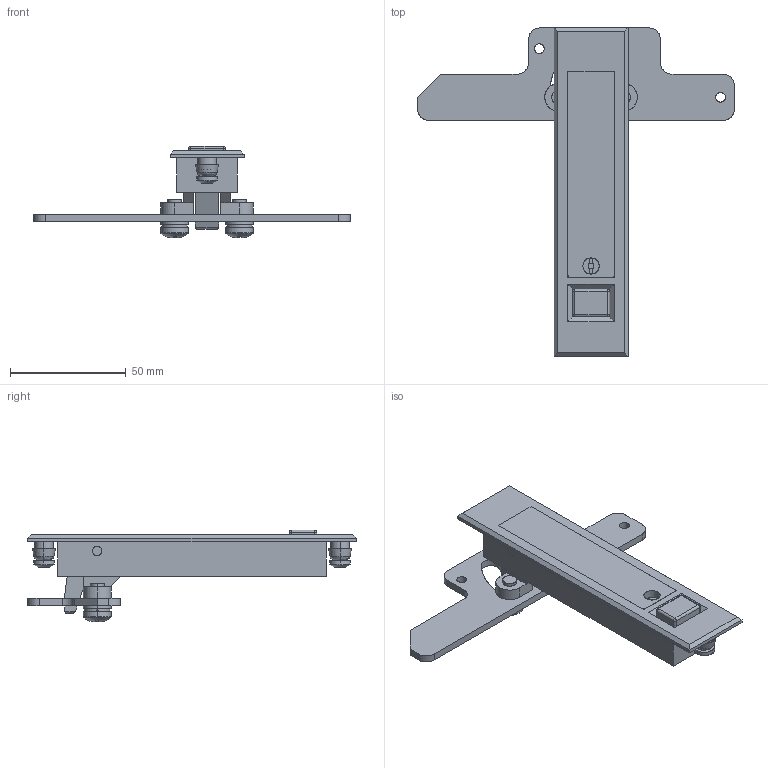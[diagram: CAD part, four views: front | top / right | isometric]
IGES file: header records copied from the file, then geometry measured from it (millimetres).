
Start section: SolidWorks IGES file using analytic representation for surfaces
Global section: file name: A-180-1.IGS; native system: SolidWorks 2014; preprocessor: SolidWorks 2014; author: 1337yo; date: 170731.142650; units: millimetre
Bounding box: 137 x 142 x 39.68 mm (x, y, z)
Surface area: 40761 mm2 (no closed solid volume)
Topology: 0 solids, 0 shells, 417 faces, 4910 edges, 4897 vertices
Faces by surface type: bspline 250, revolution 167
